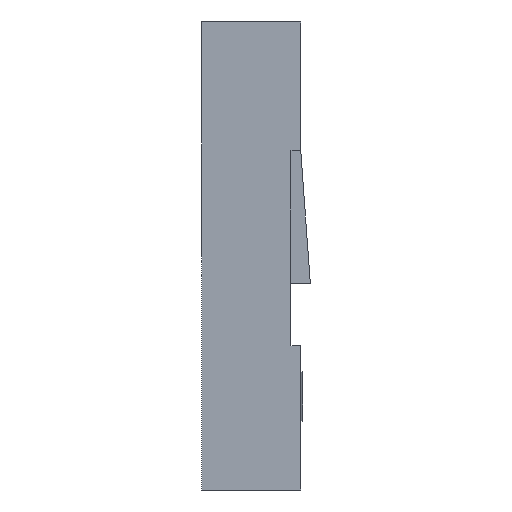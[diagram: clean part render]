
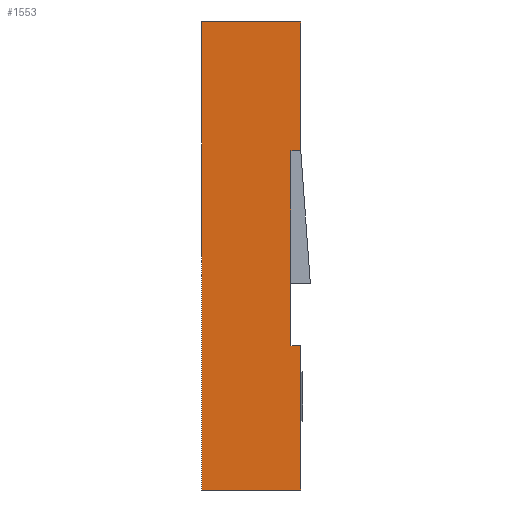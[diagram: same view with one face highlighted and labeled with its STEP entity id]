
A CAD part, left-side view. The second image highlights one B-rep face of the part: STEP entity #1553.
In plain terms, the highlighted planar face has unit normal (-1, 0, 0).
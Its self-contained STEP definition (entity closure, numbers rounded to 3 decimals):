
#613 = VERTEX_POINT ( 'NONE', #39735 ) ;
#883 = VECTOR ( 'NONE', #8485, 1000. ) ;
#1553 = ADVANCED_FACE ( 'NONE', ( #31901 ), #3361, .F. ) ;
#2676 = CARTESIAN_POINT ( 'NONE',  ( -34.29, 0., 12. ) ) ;
#2867 = DIRECTION ( 'NONE',  ( 1., 0., 0. ) ) ;
#3361 = PLANE ( 'NONE',  #36600 ) ;
#4433 = CARTESIAN_POINT ( 'NONE',  ( -34.29, 4.588, 8.7 ) ) ;
#4534 = CARTESIAN_POINT ( 'NONE',  ( -34.29, -1.02, 8.7 ) ) ;
#5286 = ORIENTED_EDGE ( 'NONE', *, *, #7502, .T. ) ;
#5715 = LINE ( 'NONE', #31380, #6299 ) ;
#6299 = VECTOR ( 'NONE', #24675, 1000. ) ;
#7502 = EDGE_CURVE ( 'NONE', #19305, #39438, #24503, .T. ) ;
#8485 = DIRECTION ( 'NONE',  ( 0., 0., -1. ) ) ;
#8526 = ORIENTED_EDGE ( 'NONE', *, *, #28416, .F. ) ;
#8599 = ORIENTED_EDGE ( 'NONE', *, *, #46092, .T. ) ;
#9395 = ORIENTED_EDGE ( 'NONE', *, *, #25269, .F. ) ;
#9798 = DIRECTION ( 'NONE',  ( 0., 1., 0. ) ) ;
#10594 = LINE ( 'NONE', #33846, #27361 ) ;
#10948 = DIRECTION ( 'NONE',  ( 0., -1., 0. ) ) ;
#11008 = DIRECTION ( 'NONE',  ( 0., -1., 0. ) ) ;
#13498 = ORIENTED_EDGE ( 'NONE', *, *, #23008, .F. ) ;
#13810 = LINE ( 'NONE', #33319, #883 ) ;
#13897 = VECTOR ( 'NONE', #10948, 1000. ) ;
#14193 = CARTESIAN_POINT ( 'NONE',  ( -34.29, -1.27, 0. ) ) ;
#15035 = VECTOR ( 'NONE', #11008, 1000. ) ;
#15184 = CARTESIAN_POINT ( 'NONE',  ( -34.29, -1.02, 8.7 ) ) ;
#15478 = LINE ( 'NONE', #32069, #41673 ) ;
#16071 = CARTESIAN_POINT ( 'NONE',  ( -34.29, -1.27, 12. ) ) ;
#16933 = CARTESIAN_POINT ( 'NONE',  ( -34.29, -1.27, 8.7 ) ) ;
#17258 = LINE ( 'NONE', #31900, #13897 ) ;
#17263 = EDGE_CURVE ( 'NONE', #45348, #36568, #10594, .T. ) ;
#17301 = CARTESIAN_POINT ( 'NONE',  ( -34.29, -1.27, 3.7 ) ) ;
#17397 = DIRECTION ( 'NONE',  ( 0., 0., -1. ) ) ;
#17917 = LINE ( 'NONE', #15184, #31332 ) ;
#18997 = VECTOR ( 'NONE', #24288, 1000. ) ;
#19305 = VERTEX_POINT ( 'NONE', #4534 ) ;
#19535 = ORIENTED_EDGE ( 'NONE', *, *, #34776, .T. ) ;
#21306 = ORIENTED_EDGE ( 'NONE', *, *, #17263, .F. ) ;
#23008 = EDGE_CURVE ( 'NONE', #34250, #42468, #23985, .T. ) ;
#23985 = LINE ( 'NONE', #2676, #18997 ) ;
#24288 = DIRECTION ( 'NONE',  ( 0., -1., 0. ) ) ;
#24503 = LINE ( 'NONE', #4433, #15035 ) ;
#24675 = DIRECTION ( 'NONE',  ( 0., -1., 0. ) ) ;
#24970 = EDGE_LOOP ( 'NONE', ( #19535, #5286, #8526, #13498, #8599, #38149, #21306, #9395 ) ) ;
#25269 = EDGE_CURVE ( 'NONE', #613, #45348, #5715, .T. ) ;
#27361 = VECTOR ( 'NONE', #33989, 1000. ) ;
#27784 = EDGE_CURVE ( 'NONE', #45871, #36568, #17258, .T. ) ;
#28416 = EDGE_CURVE ( 'NONE', #42468, #39438, #15478, .T. ) ;
#31332 = VECTOR ( 'NONE', #36984, 1000. ) ;
#31380 = CARTESIAN_POINT ( 'NONE',  ( -34.29, 4.588, 3.7 ) ) ;
#31779 = CARTESIAN_POINT ( 'NONE',  ( -34.29, 1.27, 0. ) ) ;
#31900 = CARTESIAN_POINT ( 'NONE',  ( -34.29, 0., 0. ) ) ;
#31901 = FACE_OUTER_BOUND ( 'NONE', #24970, .T. ) ;
#32069 = CARTESIAN_POINT ( 'NONE',  ( -34.29, -1.27, 12. ) ) ;
#33319 = CARTESIAN_POINT ( 'NONE',  ( -34.29, 1.27, 12. ) ) ;
#33846 = CARTESIAN_POINT ( 'NONE',  ( -34.29, -1.27, 12. ) ) ;
#33989 = DIRECTION ( 'NONE',  ( 0., 0., -1. ) ) ;
#34250 = VERTEX_POINT ( 'NONE', #36935 ) ;
#34776 = EDGE_CURVE ( 'NONE', #613, #19305, #17917, .T. ) ;
#36568 = VERTEX_POINT ( 'NONE', #14193 ) ;
#36600 = AXIS2_PLACEMENT_3D ( 'NONE', #45449, #2867, #9798 ) ;
#36935 = CARTESIAN_POINT ( 'NONE',  ( -34.29, 1.27, 12. ) ) ;
#36984 = DIRECTION ( 'NONE',  ( 0., 0., 1. ) ) ;
#38149 = ORIENTED_EDGE ( 'NONE', *, *, #27784, .T. ) ;
#39438 = VERTEX_POINT ( 'NONE', #16933 ) ;
#39735 = CARTESIAN_POINT ( 'NONE',  ( -34.29, -1.02, 3.7 ) ) ;
#41673 = VECTOR ( 'NONE', #17397, 1000. ) ;
#42468 = VERTEX_POINT ( 'NONE', #16071 ) ;
#45348 = VERTEX_POINT ( 'NONE', #17301 ) ;
#45449 = CARTESIAN_POINT ( 'NONE',  ( -34.29, 0., 12. ) ) ;
#45871 = VERTEX_POINT ( 'NONE', #31779 ) ;
#46092 = EDGE_CURVE ( 'NONE', #34250, #45871, #13810, .T. ) ;
